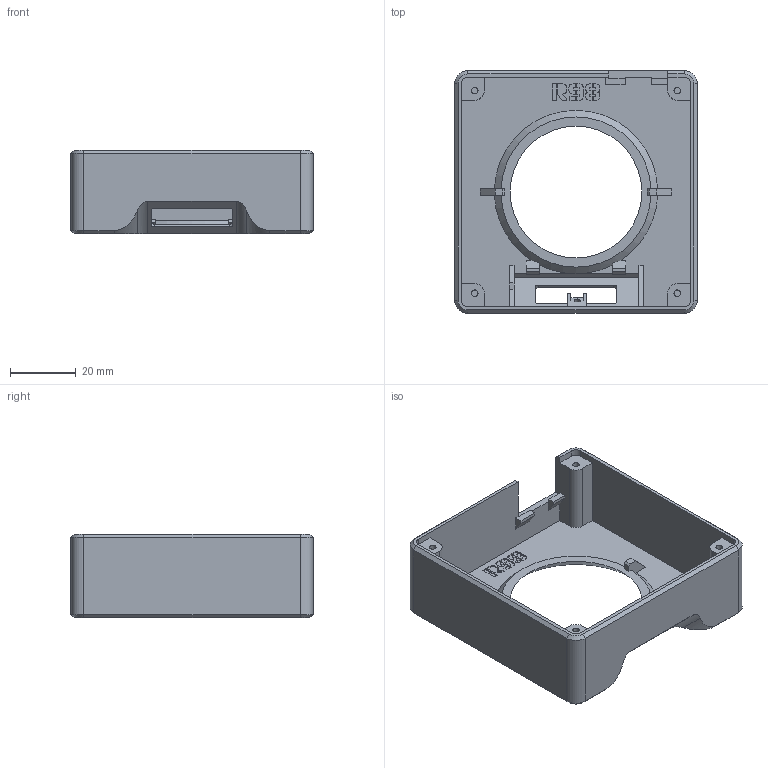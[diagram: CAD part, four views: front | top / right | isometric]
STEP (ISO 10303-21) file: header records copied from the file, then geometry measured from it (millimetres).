
FILE_DESCRIPTION(/* description */ (''),/* implementation_level */ '2;1');
FILE_NAME(/* name */ 'Maxmix_Base_Top_R98.step',/* time_stamp */ '2020-09-21T17:11:25-07:00',/* author */ (''),/* organization */ (''),/* preprocessor_version */ 'ST-DEVELOPER v18.1',/* originating_system */ 'Autodesk Translation Framework v9.3.0.1241',/* authorisation */ '');
FILE_SCHEMA (('AUTOMOTIVE_DESIGN { 1 0 10303 214 3 1 1 }'));
Length unit declared in the file: millimetre
Products named in the file (1): Maxmix_Base_Top
Bounding box: 74 x 74 x 25.5 mm (x, y, z)
Volume: 24185.3 mm3; surface area: 22335.3 mm2
Topology: 1 solids, 1 shells, 223 faces, 605 edges, 397 vertices
Faces by surface type: plane 173, cylinder 25, bspline 14, cone 11
Full cylindrical faces by diameter (mm): 1.85 x1, 2 x4
Entity records: 7087 total; most frequent: CARTESIAN_POINT 1480, ORIENTED_EDGE 1210, DIRECTION 1056, EDGE_CURVE 605, LINE 502, VECTOR 502, VERTEX_POINT 397, AXIS2_PLACEMENT_3D 277
